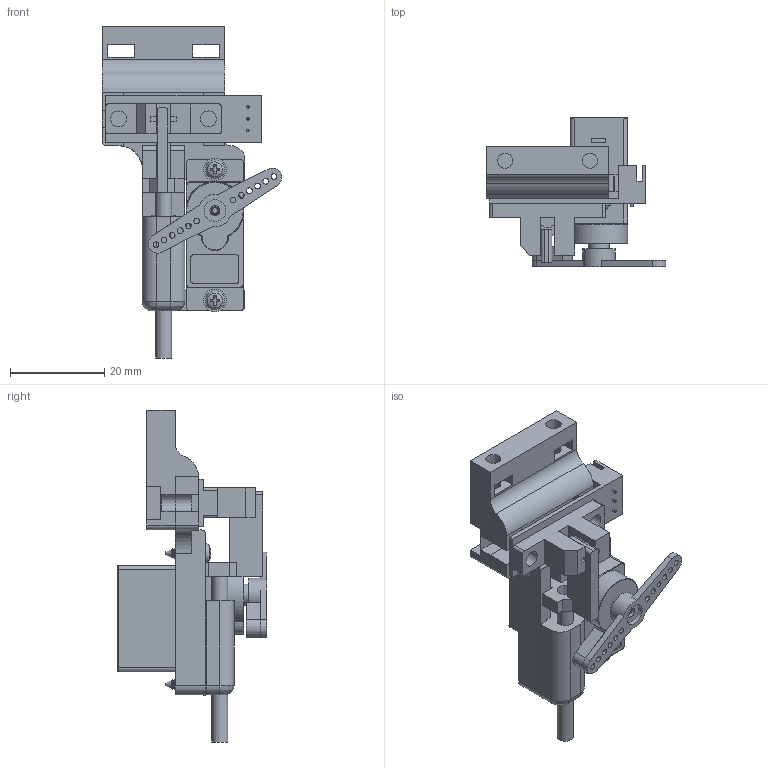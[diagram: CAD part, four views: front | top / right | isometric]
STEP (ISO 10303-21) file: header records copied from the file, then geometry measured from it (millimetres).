
FILE_DESCRIPTION( ( '' ), ' ' );
FILE_NAME( '5aba68912afc6a0ff5fc81b9.step', '2018-03-27T15:51:46', ( '' ), ( '' ), ' ', ' ', ' ' );
FILE_SCHEMA( ( 'AUTOMOTIVE_DESIGN { 1 0 10303 214 1 1 1 1 }' ) );
Length unit declared in the file: metre
Products named in the file (11): ProbeHead; Base; OptoEndStop; SG90 - Micro Servo 9g - Tower Pro.1 (11); ServoHebel; SchraubeR; SchraubeL; Stift; ProbeGuide; DistanceBridge; Pusher
Bounding box: 38.04 x 31.75 x 70.4 mm (x, y, z)
Volume: 17048 mm3; surface area: 12876.5 mm2
Topology: 11 solids, 11 shells, 831 faces, 2182 edges, 1412 vertices
Faces by surface type: plane 483, cylinder 222, cone 76, torus 21, bspline 20, extrusion 5, sphere 4
Full cylindrical faces by diameter (mm): 0.2 x1, 0.5 x7, 1.2 x15, 1.22 x1, 1.6 x2, 1.9 x2, 2 x36, 2.1 x1, 3.2 x4, 3.4 x5, 4.5 x1, 4.6 x1, 4.8 x2, 6.9 x1
Entity records: 32731 total; most frequent: CARTESIAN_POINT 5912, DIRECTION 4110, ORIENTED_EDGE 3996, EDGE_CURVE 1998, VERTEX_POINT 1383, AXIS2_PLACEMENT_3D 1371, VECTOR 1368, LINE 1363
